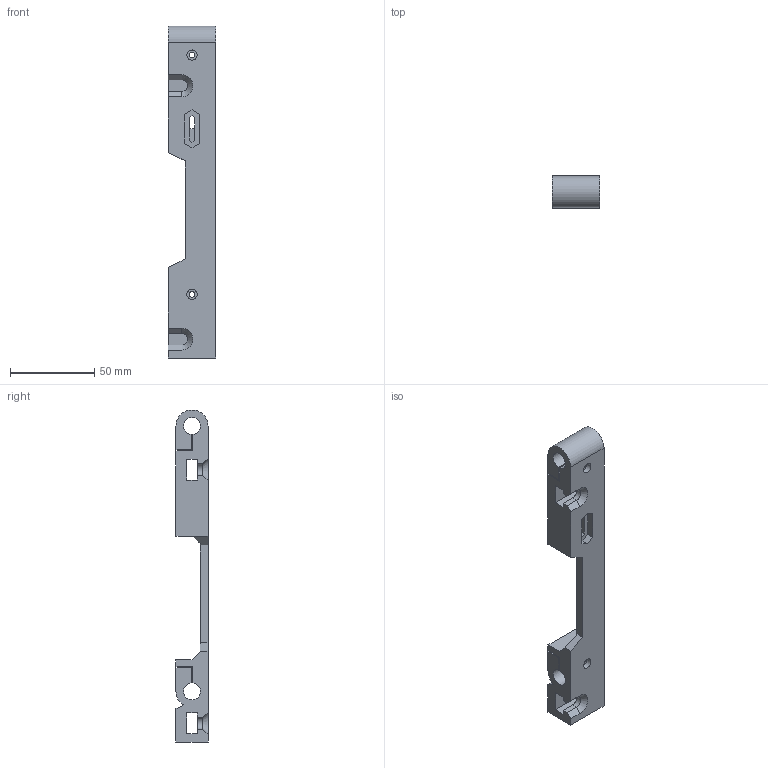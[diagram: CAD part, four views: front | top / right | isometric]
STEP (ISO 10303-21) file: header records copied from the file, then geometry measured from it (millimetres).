
FILE_DESCRIPTION(('FreeCAD Model'),'2;1');
FILE_NAME('Open CASCADE Shape Model','2024-06-08T19:49:24',(''),(''), 'Open CASCADE STEP processor 7.6','FreeCAD','Unknown');
FILE_SCHEMA(('AUTOMOTIVE_DESIGN { 1 0 10303 214 1 1 1 1 }'));
Length unit declared in the file: millimetre
Products named in the file (1): Holder_A-Body
Bounding box: 28 x 19 x 196.84 mm (x, y, z)
Volume: 56945 mm3; surface area: 24359.6 mm2
Topology: 1 solids, 1 shells, 186 faces, 595 edges, 394 vertices
Faces by surface type: plane 168, cylinder 14, cone 4
Full cylindrical faces by diameter (mm): 3.4 x4, 4.5 x2, 6.1 x2
Entity records: 15116 total; most frequent: CARTESIAN_POINT 3176, DIRECTION 2175, LINE 1725, VECTOR 1725, ORIENTED_EDGE 1190, PCURVE 1190, DEFINITIONAL_REPRESENTATION 1190, EDGE_CURVE 595
